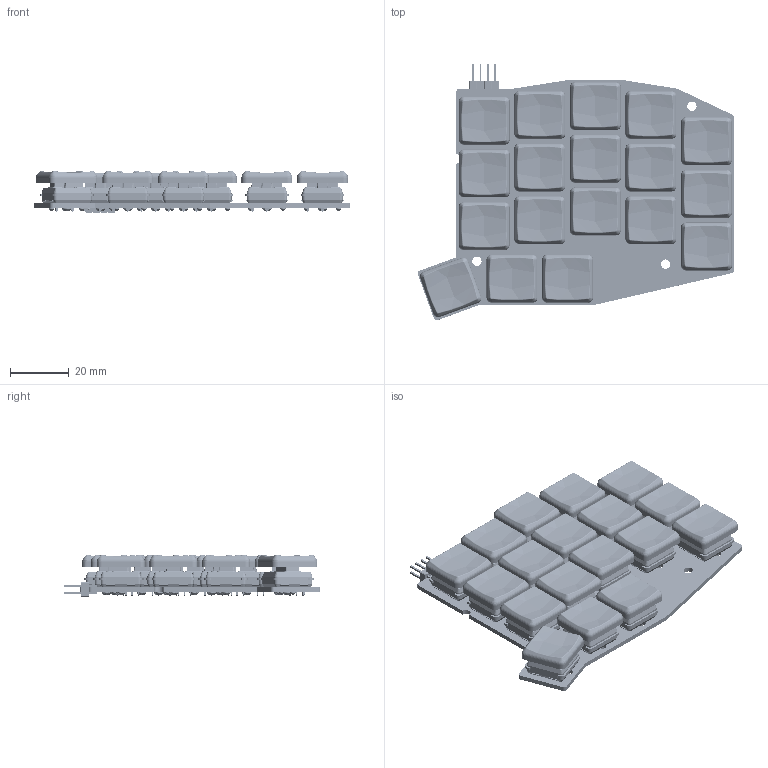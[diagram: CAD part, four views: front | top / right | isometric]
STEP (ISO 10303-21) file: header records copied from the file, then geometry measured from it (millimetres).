
FILE_DESCRIPTION(('KiCad electronic assembly'),'2;1');
FILE_NAME('PCB.step','2023-03-09T16:23:36',('Pcbnew'),('Kicad'), 'Open CASCADE STEP processor 7.6','KiCad to STEP converter','Unknown' );
FILE_SCHEMA(('AUTOMOTIVE_DESIGN { 1 0 10303 214 1 1 1 1 }'));
Length unit declared in the file: millimetre
Products named in the file (8): PCB 1; PinHeader_2x04_P2.54mm_Vertical; SOLID; Kailh LP Choc Burnt Orange; Keycap_MBK_1u; PCB
Assembly tree (41 placements, depth 3):
  PCB 1
    PinHeader_2x04_P2.54mm_Vertical
      SOLID
    Kailh LP Choc Burnt Orange  x18
      SOLID
    Keycap_MBK_1u  x18
      SOLID
    PCB
Bounding box: 108.22 x 87.76 x 14.26 mm (x, y, z)
Volume: 40572.3 mm3; surface area: 47810.4 mm2
Topology: 38 solids, 38 shells, 8986 faces, 22802 edges, 14124 vertices
Faces by surface type: plane 4409, cylinder 2453, bspline 738, cone 648, torus 504, sphere 234
Full cylindrical faces by diameter (mm): 1.7 x36, 2.762 x18, 2.826 x18, 2.893 x18, 3 x54, 3.007 x18, 3.2 x21
Entity records: 61475 total; most frequent: CARTESIAN_POINT 18537, DIRECTION 7688, LINE 4836, VECTOR 4836, ORIENTED_EDGE 4134, PCURVE 4134, DEFINITIONAL_REPRESENTATION 4134, EDGE_CURVE 2067
